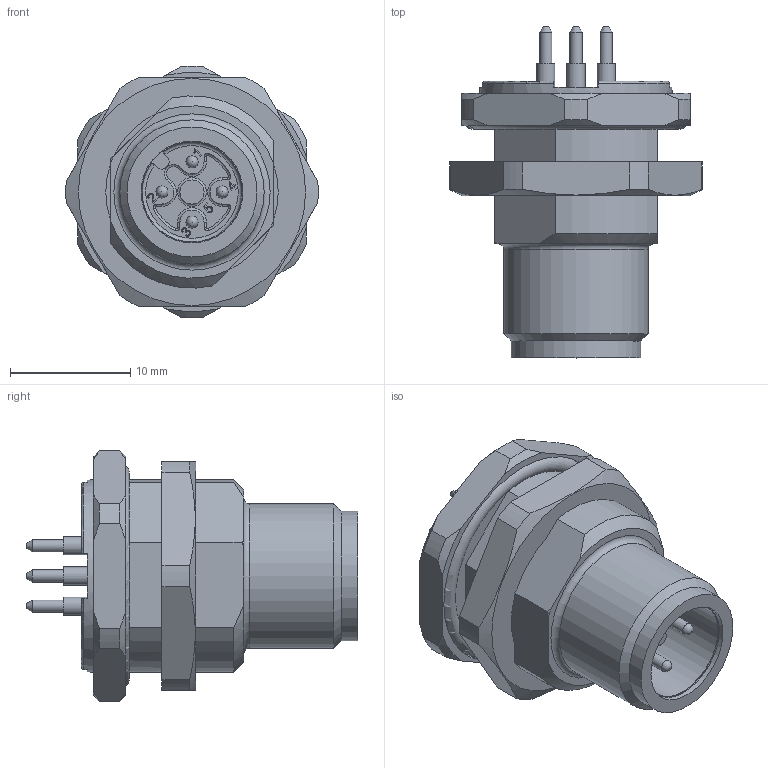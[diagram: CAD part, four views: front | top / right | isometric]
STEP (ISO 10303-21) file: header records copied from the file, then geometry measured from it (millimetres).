
FILE_DESCRIPTION(/* description */ (''),/* implementation_level */ '2;1');
FILE_NAME(/* name */ 'AL-FHM12SUA4-P_M16_stp.stp',/* time_stamp */ '2016-11-16T14:28:56+01:00',/* author */ (''),/* organization */ (''),/* preprocessor_version */ 'ST-DEVELOPER v16',/* originating_system */ 'SIEMENS PLM Software NX 10.0',/* authorisation */ '');
FILE_SCHEMA (('AUTOMOTIVE_DESIGN { 1 0 10303 214 3 1 1 1 }'));
Length unit declared in the file: millimetre
Products named in the file (1): AL-FHM12SUA4-P_M16_stp
Bounding box: 20.99 x 27.6 x 20.89 mm (x, y, z)
Volume: 3625.6 mm3; surface area: 2486.7 mm2
Topology: 1 solids, 1 shells, 249 faces, 677 edges, 444 vertices
Faces by surface type: plane 98, cylinder 65, extrusion 32, cone 24, torus 20, bspline 6, sphere 4
Full cylindrical faces by diameter (mm): 1 x8, 1.5 x4, 2 x1, 8.4 x1, 10.8 x1, 12 x1, 16 x1
Entity records: 8239 total; most frequent: CARTESIAN_POINT 2273, ORIENTED_EDGE 1246, DIRECTION 1151, EDGE_CURVE 623, VERTEX_POINT 422, AXIS2_PLACEMENT_3D 408, VECTOR 335, EDGE_LOOP 303
